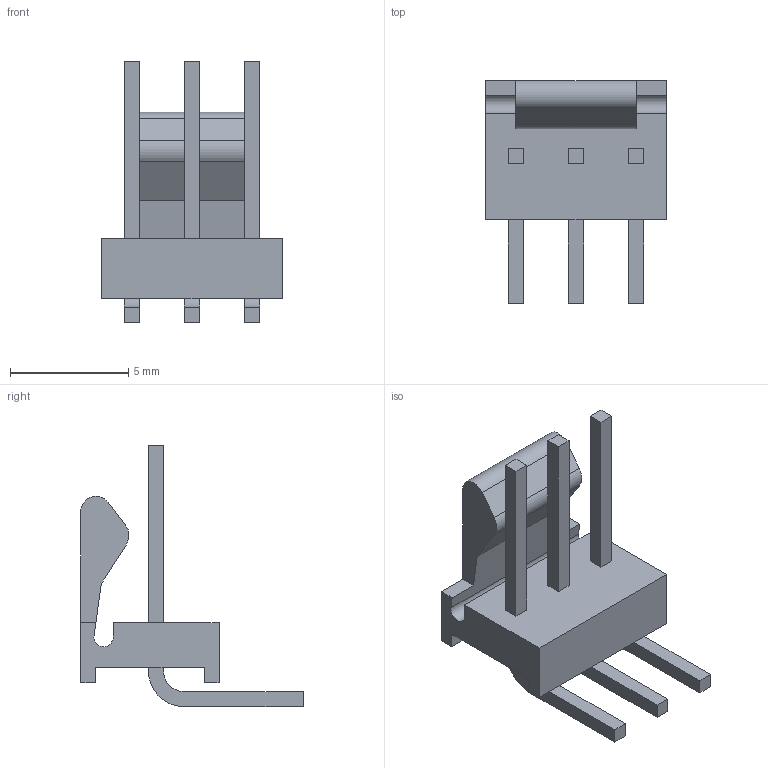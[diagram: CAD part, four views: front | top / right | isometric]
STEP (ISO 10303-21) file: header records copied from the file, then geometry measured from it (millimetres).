
FILE_DESCRIPTION((''),'2;1');
FILE_NAME('C-0640457-03-3','2007-09-02T',('workeradm'),('Tyco Electronics Corporation'),'PRO/ENGINEER BY PARAMETRIC TECHNOLOGY CORPORATION, 2005450','PRO/ENGINEER BY PARAMETRIC TECHNOLOGY CORPORATION, 2005450','');
FILE_SCHEMA(('CONFIG_CONTROL_DESIGN', 'GEOMETRIC_VALIDATION_PROPERTIES_MIM'));
Length unit declared in the file: inch
Products named in the file (1): C-0640457-03-3
Bounding box: 7.62 x 9.4 x 11.05 mm (x, y, z)
Volume: 137.5 mm3; surface area: 355.4 mm2
Topology: 1 solids, 1 shells, 63 faces, 165 edges, 110 vertices
Faces by surface type: plane 54, cylinder 9
Entity records: 2052 total; most frequent: CARTESIAN_POINT 339, ORIENTED_EDGE 330, DIRECTION 309, EDGE_CURVE 165, VECTOR 147, LINE 147, VERTEX_POINT 110, AXIS2_PLACEMENT_3D 81
